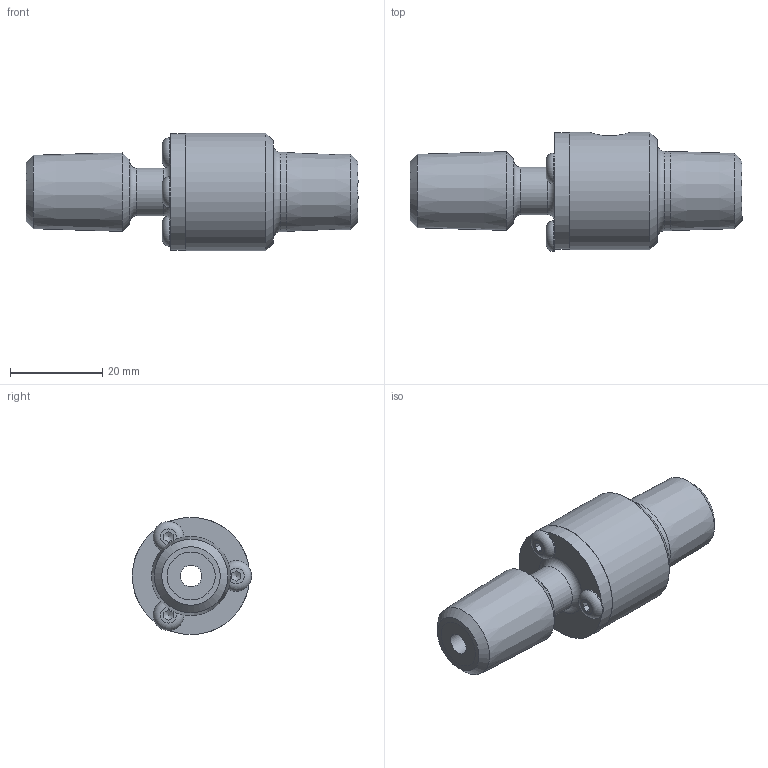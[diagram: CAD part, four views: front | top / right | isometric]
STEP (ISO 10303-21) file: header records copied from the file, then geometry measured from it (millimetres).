
FILE_DESCRIPTION(/* description */ (''),/* implementation_level */ '2;1');
FILE_NAME(/* name */ '141038-DIM.stp',/* time_stamp */ '2017-10-05T15:59:35-04:00',/* author */ ('ben knollman'),/* organization */ (''),/* preprocessor_version */ 'ST-DEVELOPER v16.13',/* originating_system */ 'Autodesk Inventor 2018',/* authorisation */ '');
FILE_SCHEMA (('AUTOMOTIVE_DESIGN { 1 0 10303 214 3 1 1 }'));
Length unit declared in the file: inch
Products named in the file (4): 141038-DIM; 901518-DIM; 901519-DIM; ANSI B18.3 - 6 - 32 x 3/8
Assembly tree (5 placements, depth 2):
  141038-DIM
    901518-DIM
    901519-DIM
    ANSI B18.3 - 6 - 32 x 3/8  x3
Bounding box: 71.94 x 25.82 x 25.4 mm (x, y, z)
Volume: 18860.9 mm3; surface area: 8657.7 mm2
Topology: 5 solids, 5 shells, 82 faces, 173 edges, 108 vertices
Faces by surface type: plane 36, cylinder 20, cone 16, torus 10
Full cylindrical faces by diameter (mm): 3.48 x6, 3.505 x3, 4.75 x1, 4.762 x1, 6.655 x3, 8.611 x1, 10.319 x1, 12.548 x1, 17.145 x1, 25.4 x2
Entity records: 1342 total; most frequent: CARTESIAN_POINT 230, DIRECTION 226, ORIENTED_EDGE 130, AXIS2_PLACEMENT_3D 107, EDGE_LOOP 102, EDGE_CURVE 65, VERTEX_POINT 59, FACE_OUTER_BOUND 52
